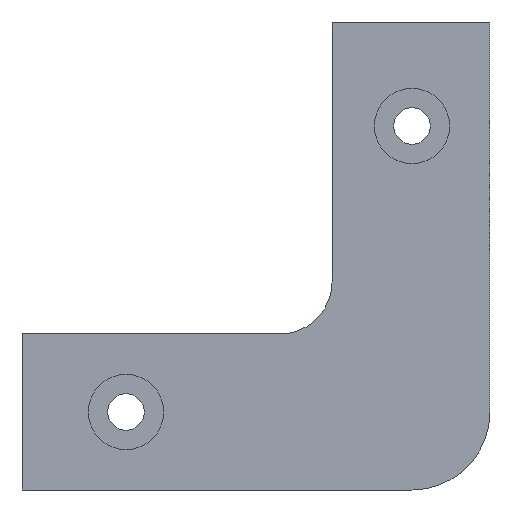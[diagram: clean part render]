
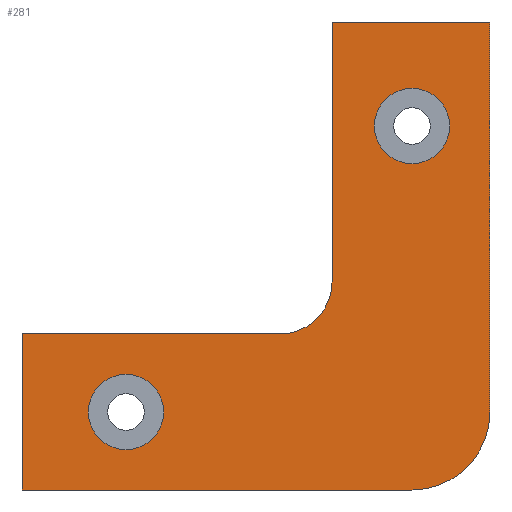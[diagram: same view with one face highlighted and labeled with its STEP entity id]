
A CAD part, front view. The second image highlights one B-rep face of the part: STEP entity #281.
In plain terms, the highlighted planar face has unit normal (0, -1, 0).
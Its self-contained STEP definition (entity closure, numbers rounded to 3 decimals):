
#17=FACE_BOUND('',#64,.T.);
#18=FACE_BOUND('',#65,.T.);
#29=PLANE('',#323);
#45=FACE_OUTER_BOUND('',#63,.T.);
#63=EDGE_LOOP('',(#241,#242,#243,#244,#245,#246,#247,#248));
#64=EDGE_LOOP('',(#249));
#65=EDGE_LOOP('',(#250));
#75=LINE('',#441,#99);
#78=LINE('',#447,#102);
#81=LINE('',#453,#105);
#85=LINE('',#465,#109);
#88=LINE('',#471,#112);
#91=LINE('',#477,#115);
#99=VECTOR('',#363,10.);
#102=VECTOR('',#368,10.);
#105=VECTOR('',#373,10.);
#109=VECTOR('',#385,10.);
#112=VECTOR('',#390,10.);
#115=VECTOR('',#395,10.);
#117=CIRCLE('',#298,3.625);
#119=CIRCLE('',#301,3.625);
#126=CIRCLE('',#316,5.);
#128=CIRCLE('',#322,7.5);
#129=VERTEX_POINT('',#409);
#131=VERTEX_POINT('',#415);
#139=VERTEX_POINT('',#438);
#140=VERTEX_POINT('',#440);
#142=VERTEX_POINT('',#446);
#144=VERTEX_POINT('',#452);
#146=VERTEX_POINT('',#458);
#148=VERTEX_POINT('',#464);
#150=VERTEX_POINT('',#470);
#152=VERTEX_POINT('',#476);
#153=EDGE_CURVE('',#129,#129,#117,.T.);
#156=EDGE_CURVE('',#131,#131,#119,.T.);
#167=EDGE_CURVE('',#140,#139,#75,.T.);
#170=EDGE_CURVE('',#142,#140,#78,.T.);
#173=EDGE_CURVE('',#144,#142,#81,.T.);
#176=EDGE_CURVE('',#146,#144,#126,.T.);
#179=EDGE_CURVE('',#148,#146,#85,.T.);
#182=EDGE_CURVE('',#150,#148,#88,.T.);
#185=EDGE_CURVE('',#152,#150,#91,.T.);
#188=EDGE_CURVE('',#139,#152,#128,.T.);
#241=ORIENTED_EDGE('',*,*,#188,.T.);
#242=ORIENTED_EDGE('',*,*,#185,.T.);
#243=ORIENTED_EDGE('',*,*,#182,.T.);
#244=ORIENTED_EDGE('',*,*,#179,.T.);
#245=ORIENTED_EDGE('',*,*,#176,.T.);
#246=ORIENTED_EDGE('',*,*,#173,.T.);
#247=ORIENTED_EDGE('',*,*,#170,.T.);
#248=ORIENTED_EDGE('',*,*,#167,.T.);
#249=ORIENTED_EDGE('',*,*,#153,.T.);
#250=ORIENTED_EDGE('',*,*,#156,.T.);
#281=ADVANCED_FACE('',(#45,#17,#18),#29,.T.);
#298=AXIS2_PLACEMENT_3D('',#410,#329,#330);
#301=AXIS2_PLACEMENT_3D('',#416,#336,#337);
#316=AXIS2_PLACEMENT_3D('',#459,#379,#380);
#322=AXIS2_PLACEMENT_3D('',#481,#401,#402);
#323=AXIS2_PLACEMENT_3D('',#482,#403,#404);
#329=DIRECTION('center_axis',(0.,1.,0.));
#330=DIRECTION('ref_axis',(1.,0.,0.));
#336=DIRECTION('center_axis',(0.,1.,0.));
#337=DIRECTION('ref_axis',(1.,0.,0.));
#363=DIRECTION('',(1.,0.,0.));
#368=DIRECTION('',(0.,0.,-1.));
#373=DIRECTION('',(-1.,0.,0.));
#379=DIRECTION('center_axis',(0.,1.,0.));
#380=DIRECTION('ref_axis',(0.707,0.,-0.707));
#385=DIRECTION('',(0.,0.,-1.));
#390=DIRECTION('',(-1.,0.,0.));
#395=DIRECTION('',(0.,0.,1.));
#401=DIRECTION('center_axis',(0.,-1.,0.));
#402=DIRECTION('ref_axis',(0.707,0.,-0.707));
#403=DIRECTION('center_axis',(0.,-1.,0.));
#404=DIRECTION('ref_axis',(1.,0.,0.));
#409=CARTESIAN_POINT('',(146.375,-226.5,-200.179));
#410=CARTESIAN_POINT('Origin',(150.,-226.5,-200.179));
#415=CARTESIAN_POINT('',(173.875,-226.5,-172.679));
#416=CARTESIAN_POINT('Origin',(177.5,-226.5,-172.679));
#438=CARTESIAN_POINT('',(177.5,-226.5,-207.679));
#440=CARTESIAN_POINT('',(140.,-226.5,-207.679));
#441=CARTESIAN_POINT('',(-220.,-226.5,-207.679));
#446=CARTESIAN_POINT('',(140.,-226.5,-192.679));
#447=CARTESIAN_POINT('',(140.,-226.5,-183.929));
#452=CARTESIAN_POINT('',(164.808,-226.5,-192.679));
#453=CARTESIAN_POINT('',(120.,-226.5,-192.679));
#458=CARTESIAN_POINT('',(169.808,-226.5,-187.679));
#459=CARTESIAN_POINT('Origin',(164.808,-226.5,-187.679));
#464=CARTESIAN_POINT('',(169.808,-226.5,-162.679));
#465=CARTESIAN_POINT('',(169.808,-226.5,175.37));
#470=CARTESIAN_POINT('',(185.,-226.5,-162.679));
#471=CARTESIAN_POINT('',(168.75,-226.5,-162.679));
#476=CARTESIAN_POINT('',(185.,-226.5,-200.179));
#477=CARTESIAN_POINT('',(185.,-226.5,-207.679));
#481=CARTESIAN_POINT('Origin',(177.5,-226.5,-200.179));
#482=CARTESIAN_POINT('Origin',(152.5,-226.5,-175.179));
